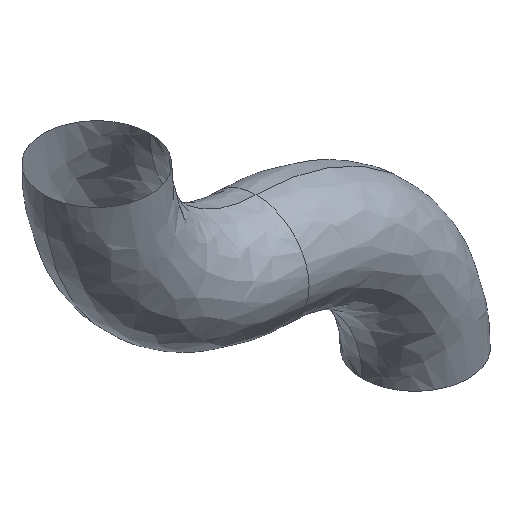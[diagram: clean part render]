
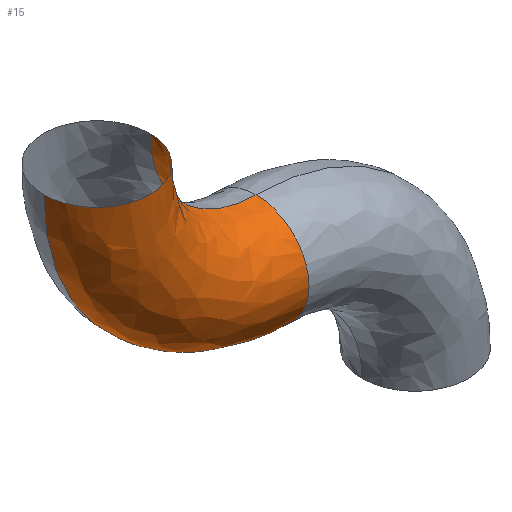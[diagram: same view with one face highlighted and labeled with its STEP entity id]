
A CAD part, isometric view. The second image highlights one B-rep face of the part: STEP entity #15.
In plain terms, the highlighted free-form (B-spline) face has degree [2, 2] with [3, 5] control points.
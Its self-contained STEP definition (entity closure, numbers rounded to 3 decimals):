
#15=ADVANCED_FACE('',(#19),#79,.T.);
#19=FACE_OUTER_BOUND('',#23,.T.);
#23=EDGE_LOOP('',(#30,#31,#32,#33));
#30=ORIENTED_EDGE('',*,*,#46,.T.);
#31=ORIENTED_EDGE('',*,*,#47,.T.);
#32=ORIENTED_EDGE('',*,*,#48,.T.);
#33=ORIENTED_EDGE('',*,*,#43,.F.);
#43=EDGE_CURVE('',#73,#74,#53,.T.);
#46=EDGE_CURVE('',#73,#76,#56,.T.);
#47=EDGE_CURVE('',#76,#77,#57,.T.);
#48=EDGE_CURVE('',#77,#74,#58,.T.);
#53=TRIMMED_CURVE($,#63,(#276),(#277),.T.,.CARTESIAN.);
#56=TRIMMED_CURVE($,#66,(#285),(#286),.T.,.CARTESIAN.);
#57=TRIMMED_CURVE($,#67,(#288),(#289),.T.,.CARTESIAN.);
#58=TRIMMED_CURVE($,#68,(#291),(#292),.T.,.CARTESIAN.);
#63=CIRCLE('',#171,10.);
#66=CIRCLE('',#174,40.);
#67=CIRCLE('',#175,10.);
#68=CIRCLE('',#176,20.);
#73=VERTEX_POINT('',#267);
#74=VERTEX_POINT('',#268);
#76=VERTEX_POINT('',#270);
#77=VERTEX_POINT('',#271);
#79=(
BOUNDED_SURFACE()
B_SPLINE_SURFACE(2,2,((#221,#222,#223,#224,#225),(#226,#227,#228,#229,#230),
(#231,#232,#233,#234,#235)),.UNSPECIFIED.,.F.,.F.,.F.)
B_SPLINE_SURFACE_WITH_KNOTS((3,3),(3,2,3),(15.708,31.416),
(15.708,23.562,31.416),.UNSPECIFIED.)
GEOMETRIC_REPRESENTATION_ITEM()
RATIONAL_B_SPLINE_SURFACE(((1.,0.707,1.,0.707,1.),
(0.707,0.5,0.707,0.5,0.707),(1.,0.707,
1.,0.707,1.)))
REPRESENTATION_ITEM('')
SURFACE()
);
#171=AXIS2_PLACEMENT_3D($,#275,#185,#186);
#174=AXIS2_PLACEMENT_3D($,#284,#191,#192);
#175=AXIS2_PLACEMENT_3D($,#287,#193,#194);
#176=AXIS2_PLACEMENT_3D($,#290,#195,#196);
#185=DIRECTION('',(-1.,0.,0.));
#186=DIRECTION('',(0.,0.,-1.));
#191=DIRECTION('',(0.,1.,0.));
#192=DIRECTION('',(0.,0.,-1.));
#193=DIRECTION('',(0.,0.,1.));
#194=DIRECTION('',(-1.,0.,0.));
#195=DIRECTION('',(0.,-1.,0.));
#196=DIRECTION('',(-1.,0.,0.));
#221=CARTESIAN_POINT('',(-60.,0.,20.));
#222=CARTESIAN_POINT('',(-60.,-10.,20.));
#223=CARTESIAN_POINT('',(-60.,-10.,30.));
#224=CARTESIAN_POINT('',(-60.,-10.,40.));
#225=CARTESIAN_POINT('',(-60.,0.,40.));
#226=CARTESIAN_POINT('',(-100.,0.,20.));
#227=CARTESIAN_POINT('',(-100.,-10.,20.));
#228=CARTESIAN_POINT('',(-90.,-10.,30.));
#229=CARTESIAN_POINT('',(-80.,-10.,40.));
#230=CARTESIAN_POINT('',(-80.,0.,40.));
#231=CARTESIAN_POINT('',(-100.,0.,60.));
#232=CARTESIAN_POINT('',(-100.,-10.,60.));
#233=CARTESIAN_POINT('',(-90.,-10.,60.));
#234=CARTESIAN_POINT('',(-80.,-10.,60.));
#235=CARTESIAN_POINT('',(-80.,0.,60.));
#267=CARTESIAN_POINT('',(-60.,0.,20.));
#268=CARTESIAN_POINT('',(-60.,0.,40.));
#270=CARTESIAN_POINT('',(-100.,0.,60.));
#271=CARTESIAN_POINT('',(-80.,0.,60.));
#275=CARTESIAN_POINT('',(-60.,0.,30.));
#276=CARTESIAN_POINT('',(-60.,0.,20.));
#277=CARTESIAN_POINT('',(-60.,0.,40.));
#284=CARTESIAN_POINT('',(-60.,0.,60.));
#285=CARTESIAN_POINT('',(-60.,0.,20.));
#286=CARTESIAN_POINT('',(-100.,0.,60.));
#287=CARTESIAN_POINT('',(-90.,0.,60.));
#288=CARTESIAN_POINT('',(-100.,0.,60.));
#289=CARTESIAN_POINT('',(-80.,0.,60.));
#290=CARTESIAN_POINT('',(-60.,0.,60.));
#291=CARTESIAN_POINT('',(-80.,0.,60.));
#292=CARTESIAN_POINT('',(-60.,0.,40.));
